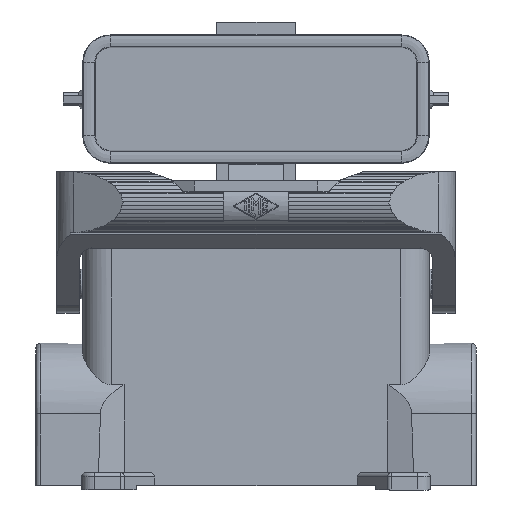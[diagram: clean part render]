
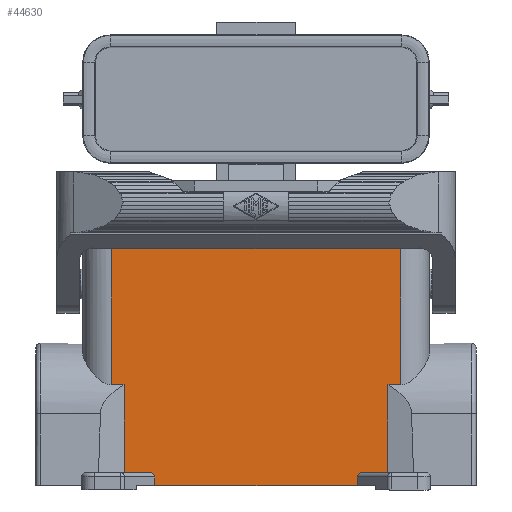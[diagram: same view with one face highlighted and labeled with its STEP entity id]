
A CAD part, front view. The second image highlights one B-rep face of the part: STEP entity #44630.
In plain terms, the highlighted face is planar.
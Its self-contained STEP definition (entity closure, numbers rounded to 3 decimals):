
#16200=CARTESIAN_POINT('',(-20.388,-53.,29.4));
#16210=VERTEX_POINT('',#16200);
#16240=CARTESIAN_POINT('',(3.07,-53.,29.4));
#16250=DIRECTION('',(1.,0.,0.));
#16260=VECTOR('',#16250,1.);
#16270=LINE('',#16240,#16260);
#16280=CARTESIAN_POINT('',(26.188,-53.,29.4));
#16290=VERTEX_POINT('',#16280);
#16300=EDGE_CURVE('',#16210,#16290,#16270,.T.);
#22540=CARTESIAN_POINT('',(-30.35,3.,29.4));
#22550=VERTEX_POINT('',#22540);
#22980=CARTESIAN_POINT('',(36.15,3.,29.4));
#22990=VERTEX_POINT('',#22980);
#23020=CARTESIAN_POINT('',(42.65,3.,29.4));
#23030=DIRECTION('',(-1.,0.,0.));
#23040=VECTOR('',#23030,1.);
#23050=LINE('',#23020,#23040);
#23060=EDGE_CURVE('',#22990,#22550,#23050,.T.);
#43470=CARTESIAN_POINT('',(26.188,-53.,29.4));
#43480=DIRECTION('',(0.,-1.,0.));
#43490=VECTOR('',#43480,1.);
#43500=LINE('',#43470,#43490);
#43510=CARTESIAN_POINT('',(26.188,-51.,29.4));
#43520=VERTEX_POINT('',#43510);
#43530=EDGE_CURVE('',#43520,#16290,#43500,.T.);
#43710=CARTESIAN_POINT('',(-30.35,3.,29.4));
#43720=DIRECTION('',(0.,0.,1.));
#43730=DIRECTION('',(1.,0.,0.));
#43740=AXIS2_PLACEMENT_3D('',#43710,#43720,#43730);
#43750=PLANE('',#43740);
#43760=CARTESIAN_POINT('',(36.15,3.,29.4));
#43770=DIRECTION('',(0.,-1.,0.));
#43780=VECTOR('',#43770,1.);
#43790=LINE('',#43760,#43780);
#43800=CARTESIAN_POINT('',(36.15,-29.812,29.4));
#43810=VERTEX_POINT('',#43800);
#43820=EDGE_CURVE('',#22990,#43810,#43790,.T.);
#43830=ORIENTED_EDGE('',*,*,#43820,.F.);
#43840=CARTESIAN_POINT('',(-47.6,-29.812,29.4));
#43850=DIRECTION('',(1.,0.,0.));
#43860=VECTOR('',#43850,1.);
#43870=LINE('',#43840,#43860);
#43880=CARTESIAN_POINT('',(33.189,-29.812,29.4));
#43890=VERTEX_POINT('',#43880);
#43900=EDGE_CURVE('',#43890,#43810,#43870,.T.);
#43910=ORIENTED_EDGE('',*,*,#43900,.T.);
#43920=CARTESIAN_POINT('',(33.189,-53.,29.4));
#43930=DIRECTION('',(0.,-1.,0.));
#43940=VECTOR('',#43930,1.);
#43950=LINE('',#43920,#43940);
#43960=CARTESIAN_POINT('',(33.189,-50.,29.4));
#43970=VERTEX_POINT('',#43960);
#43980=EDGE_CURVE('',#43890,#43970,#43950,.T.);
#43990=ORIENTED_EDGE('',*,*,#43980,.F.);
#44000=CARTESIAN_POINT('',(3.07,-50.,29.4));
#44010=DIRECTION('',(-1.,0.,0.));
#44020=VECTOR('',#44010,1.);
#44030=LINE('',#44000,#44020);
#44040=CARTESIAN_POINT('',(27.409,-50.,29.4));
#44050=VERTEX_POINT('',#44040);
#44060=EDGE_CURVE('',#43970,#44050,#44030,.T.);
#44070=ORIENTED_EDGE('',*,*,#44060,.F.);
#44080=CARTESIAN_POINT('',(27.409,-51.,29.4));
#44090=DIRECTION('',(0.,0.,1.));
#44100=DIRECTION('',(1.,0.,0.));
#44110=AXIS2_PLACEMENT_3D('',#44080,#44090,#44100);
#44120=ELLIPSE('',#44110,1.221,1.);
#44130=EDGE_CURVE('',#44050,#43520,#44120,.T.);
#44140=ORIENTED_EDGE('',*,*,#44130,.F.);
#44150=ORIENTED_EDGE('',*,*,#43530,.F.);
#44160=ORIENTED_EDGE('',*,*,#16300,.T.);
#44170=CARTESIAN_POINT('',(-20.388,-53.,29.4));
#44180=DIRECTION('',(0.,-1.,0.));
#44190=VECTOR('',#44180,1.);
#44200=LINE('',#44170,#44190);
#44210=CARTESIAN_POINT('',(-20.388,-51.,29.4));
#44220=VERTEX_POINT('',#44210);
#44230=EDGE_CURVE('',#44220,#16210,#44200,.T.);
#44240=ORIENTED_EDGE('',*,*,#44230,.T.);
#44250=CARTESIAN_POINT('',(-21.609,-51.,29.4));
#44260=DIRECTION('',(0.,0.,1.));
#44270=DIRECTION('',(1.,0.,0.));
#44280=AXIS2_PLACEMENT_3D('',#44250,#44260,#44270);
#44290=ELLIPSE('',#44280,1.221,1.);
#44300=CARTESIAN_POINT('',(-21.609,-50.,29.4));
#44310=VERTEX_POINT('',#44300);
#44320=EDGE_CURVE('',#44220,#44310,#44290,.T.);
#44330=ORIENTED_EDGE('',*,*,#44320,.F.);
#44340=CARTESIAN_POINT('',(3.07,-50.,29.4));
#44350=DIRECTION('',(1.,0.,0.));
#44360=VECTOR('',#44350,1.);
#44370=LINE('',#44340,#44360);
#44380=CARTESIAN_POINT('',(-27.389,-50.,29.4));
#44390=VERTEX_POINT('',#44380);
#44400=EDGE_CURVE('',#44390,#44310,#44370,.T.);
#44410=ORIENTED_EDGE('',*,*,#44400,.T.);
#44420=CARTESIAN_POINT('',(-27.389,-53.,29.4));
#44430=DIRECTION('',(0.,-1.,0.));
#44440=VECTOR('',#44430,1.);
#44450=LINE('',#44420,#44440);
#44460=CARTESIAN_POINT('',(-27.389,-29.812,29.4));
#44470=VERTEX_POINT('',#44460);
#44480=EDGE_CURVE('',#44470,#44390,#44450,.T.);
#44490=ORIENTED_EDGE('',*,*,#44480,.T.);
#44500=CARTESIAN_POINT('',(-30.35,-29.812,29.4));
#44510=VERTEX_POINT('',#44500);
#44520=EDGE_CURVE('',#44510,#44470,#43870,.T.);
#44530=ORIENTED_EDGE('',*,*,#44520,.T.);
#44540=CARTESIAN_POINT('',(-30.35,3.,29.4));
#44550=DIRECTION('',(0.,-1.,0.));
#44560=VECTOR('',#44550,1.);
#44570=LINE('',#44540,#44560);
#44580=EDGE_CURVE('',#22550,#44510,#44570,.T.);
#44590=ORIENTED_EDGE('',*,*,#44580,.T.);
#44600=ORIENTED_EDGE('',*,*,#23060,.T.);
#44610=EDGE_LOOP('',(#44600,#44590,#44530,#44490,#44410,#44330,#44240,
#44160,#44150,#44140,#44070,#43990,#43910,#43830));
#44620=FACE_OUTER_BOUND('',#44610,.T.);
#44630=ADVANCED_FACE('',(#44620),#43750,.T.);
